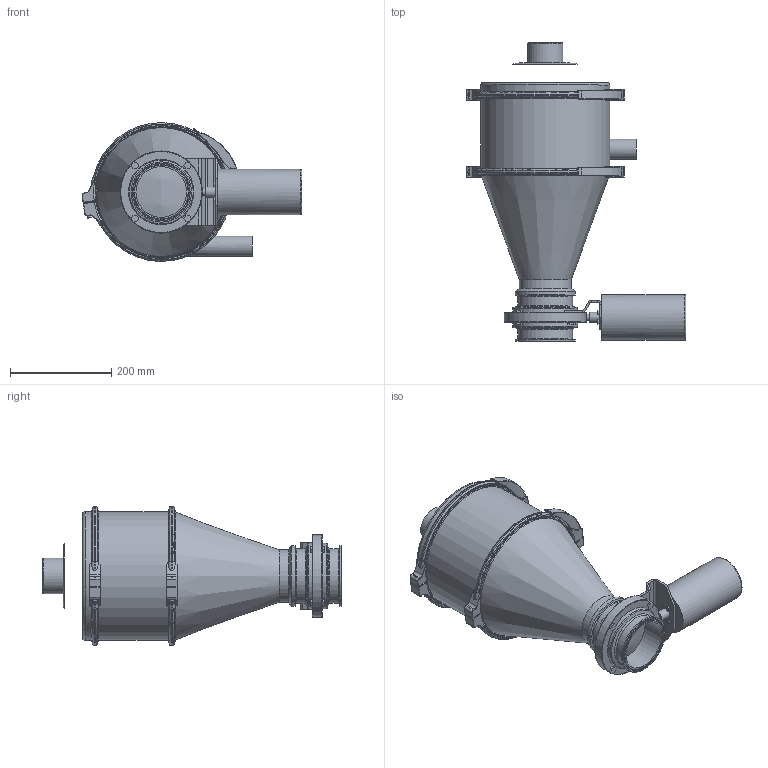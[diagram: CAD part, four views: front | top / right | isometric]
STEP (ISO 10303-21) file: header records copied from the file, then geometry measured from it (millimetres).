
FILE_DESCRIPTION(/* description */ (''),/* implementation_level */ '2;1');
FILE_NAME(/* name */ 'tmf06tn4brrg2m10.stp',/* time_stamp */ '2022-09-30T12:13:29+02:00',/* author */ ('enginyeria'),/* organization */ (''),/* preprocessor_version */ 'ST-DEVELOPER v17.2',/* originating_system */ 'Autodesk Inventor 2019',/* authorisation */ '');
FILE_SCHEMA (('AUTOMOTIVE_DESIGN { 1 0 10303 214 3 1 1 }'));
Length unit declared in the file: millimetre
Products named in the file (1): 3D_tmf06tn4brrg2m10
Bounding box: 433.34 x 589 x 273.91 mm (x, y, z)
Volume: 18341298.6 mm3; surface area: 623708.7 mm2
Topology: 1 solids, 1 shells, 847 faces, 2212 edges, 1374 vertices
Faces by surface type: plane 234, cylinder 224, torus 138, bspline 132, cone 102, sphere 17
Full cylindrical faces by diameter (mm): 8 x4, 8.5 x4, 10 x1, 11.8 x1, 16 x1, 19.7 x1, 22 x1, 37 x1, 40 x1, 56.656 x1, 70 x1, 90 x1, 100 x1, 103 x1, 108 x2, 119 x2, 129 x2, 162 x1, 254 x2, 267.732 x1
Entity records: 34593 total; most frequent: CARTESIAN_POINT 13457, ORIENTED_EDGE 4424, DIRECTION 4162, EDGE_CURVE 2212, AXIS2_PLACEMENT_3D 1661, VERTEX_POINT 1374, CIRCLE 925, EDGE_LOOP 870
